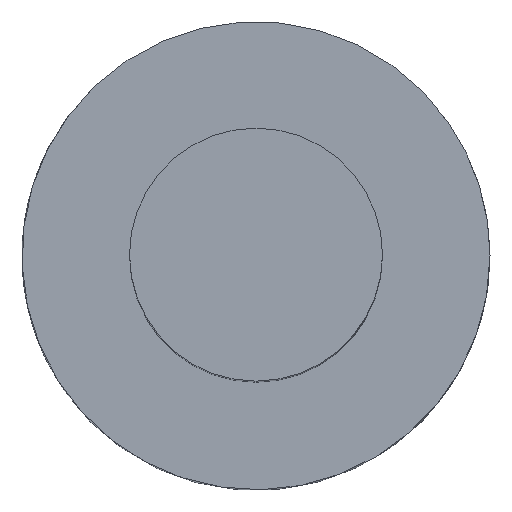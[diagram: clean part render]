
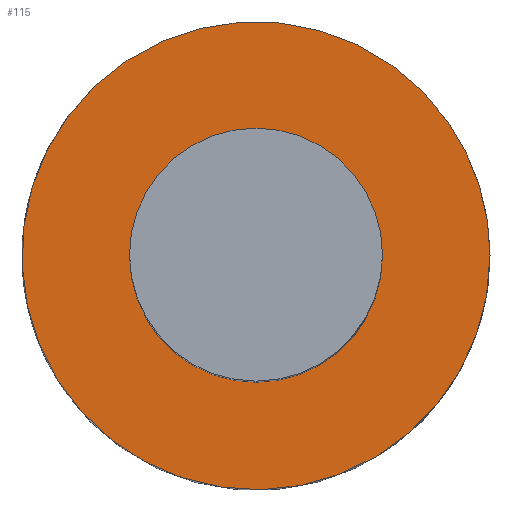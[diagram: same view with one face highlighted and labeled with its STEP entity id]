
A CAD part, top view. The second image highlights one B-rep face of the part: STEP entity #115.
In plain terms, the highlighted planar face has unit normal (0, 0, 1).
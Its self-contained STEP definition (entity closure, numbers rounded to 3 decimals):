
#115=ADVANCED_FACE('STEPLayer 1[1]',(#255,#256),#257,.F.);
#140=EDGE_CURVE('STEPLayer 1[1]',#285,#285,#286,.T.);
#152=EDGE_CURVE('STEPLayer 1[1]',#298,#298,#299,.F.);
#255=FACE_BOUND('',#448,.T.);
#256=FACE_OUTER_BOUND('',#449,.T.);
#257=PLANE('',#450);
#285=VERTEX_POINT('',#487);
#286=CIRCLE('',#488,5.0);
#298=VERTEX_POINT('',#544);
#299=CIRCLE('',#545,9.25);
#448=EDGE_LOOP('',(#761));
#449=EDGE_LOOP('',(#762));
#450=AXIS2_PLACEMENT_3D('',#763,#764,#765);
#487=CARTESIAN_POINT('',(5.0,0.0,0.0));
#488=AXIS2_PLACEMENT_3D('',#784,#785,#786);
#544=CARTESIAN_POINT('',(9.25,0.,0.0));
#545=AXIS2_PLACEMENT_3D('',#787,#788,#789);
#761=ORIENTED_EDGE('',*,*,#140,.T.);
#762=ORIENTED_EDGE('',*,*,#152,.T.);
#763=CARTESIAN_POINT('',(1.771,-9.842,0.0));
#764=DIRECTION('',(0.0,0.0,-1.0));
#765=DIRECTION('',(0.,1.0,0.0));
#784=CARTESIAN_POINT('',(0.0,0.0,0.0));
#785=DIRECTION('',(0.0,0.0,-1.0));
#786=DIRECTION('',(1.0,0.0,0.0));
#787=CARTESIAN_POINT('',(0.0,0.0,0.0));
#788=DIRECTION('',(0.0,0.0,-1.0));
#789=DIRECTION('',(0.,1.0,0.0));
